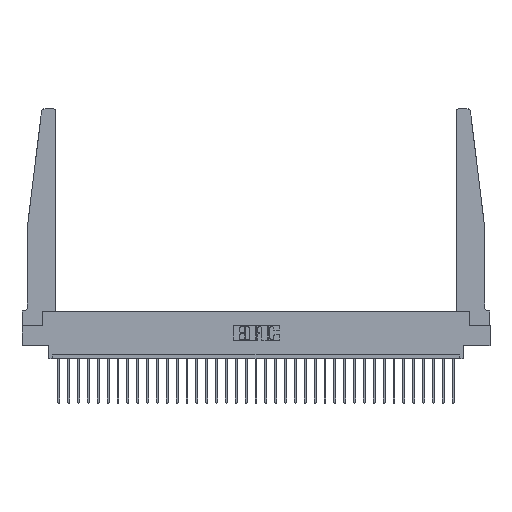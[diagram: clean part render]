
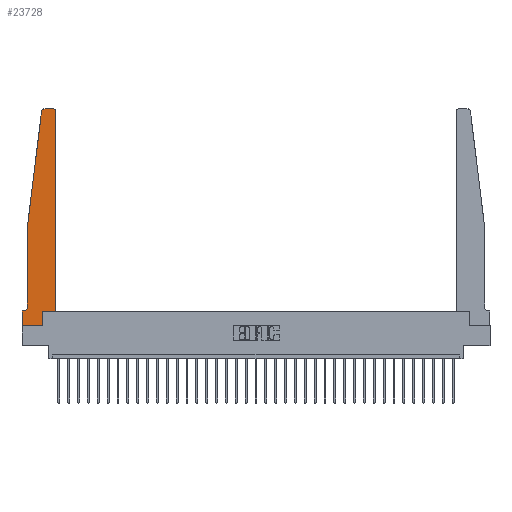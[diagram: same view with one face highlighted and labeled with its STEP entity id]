
A CAD part, top view. The second image highlights one B-rep face of the part: STEP entity #23728.
In plain terms, the highlighted planar face has unit normal (0, 0, 1).
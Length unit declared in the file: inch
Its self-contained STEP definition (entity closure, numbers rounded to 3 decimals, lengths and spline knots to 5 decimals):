
#45 = EDGE_CURVE ( 'NONE', #20036, #11216, #29643, .T. ) ;
#169 = DIRECTION ( 'NONE',  ( 0., 0., 1. ) ) ;
#226 = ORIENTED_EDGE ( 'NONE', *, *, #20363, .T. ) ;
#306 = VECTOR ( 'NONE', #2272, 39.37008 ) ;
#309 = CARTESIAN_POINT ( 'NONE',  ( 0.425, 0.18, 0.37 ) ) ;
#562 = VERTEX_POINT ( 'NONE', #17541 ) ;
#914 = EDGE_CURVE ( 'NONE', #4021, #562, #27856, .T. ) ;
#969 = EDGE_CURVE ( 'NONE', #8134, #20121, #6877, .T. ) ;
#1000 = ORIENTED_EDGE ( 'NONE', *, *, #21659, .T. ) ;
#1265 = CARTESIAN_POINT ( 'NONE',  ( 0., 0.1875, 0.37 ) ) ;
#1717 = EDGE_CURVE ( 'NONE', #4010, #23284, #24177, .T. ) ;
#2272 = DIRECTION ( 'NONE',  ( 0., 1., 0. ) ) ;
#2282 = ORIENTED_EDGE ( 'NONE', *, *, #7913, .T. ) ;
#2534 = CARTESIAN_POINT ( 'NONE',  ( 0.2605, 0.18, 0.37 ) ) ;
#2996 = CARTESIAN_POINT ( 'NONE',  ( 0.425, 0.18, 0.37 ) ) ;
#3427 = VERTEX_POINT ( 'NONE', #15414 ) ;
#3643 = VECTOR ( 'NONE', #9358, 39.37008 ) ;
#4003 = LINE ( 'NONE', #4837, #3643 ) ;
#4010 = VERTEX_POINT ( 'NONE', #20051 ) ;
#4021 = VERTEX_POINT ( 'NONE', #16412 ) ;
#4170 = CARTESIAN_POINT ( 'NONE',  ( 0.2605, 0.18, 0.37 ) ) ;
#4451 = DIRECTION ( 'NONE',  ( 0., 0., 1. ) ) ;
#4837 = CARTESIAN_POINT ( 'NONE',  ( 0., 0., 0.37 ) ) ;
#5144 = VECTOR ( 'NONE', #29414, 39.37008 ) ;
#5710 = DIRECTION ( 'NONE',  ( 0., 0., -1. ) ) ;
#5806 = CARTESIAN_POINT ( 'NONE',  ( 0.015, 0.2375, 0.37 ) ) ;
#5905 = DIRECTION ( 'NONE',  ( -1., 0., 0. ) ) ;
#5998 = CARTESIAN_POINT ( 'NONE',  ( 0.425, 0.18, 0.37 ) ) ;
#6240 = VERTEX_POINT ( 'NONE', #4170 ) ;
#6877 = CIRCLE ( 'NONE', #30096, 0.03 ) ;
#6879 = ORIENTED_EDGE ( 'NONE', *, *, #969, .T. ) ;
#7062 = VECTOR ( 'NONE', #27916, 39.37008 ) ;
#7159 = CARTESIAN_POINT ( 'NONE',  ( 0.25, 2.75, 0.37 ) ) ;
#7913 = EDGE_CURVE ( 'NONE', #11216, #4010, #21656, .T. ) ;
#8134 = VERTEX_POINT ( 'NONE', #19990 ) ;
#8760 = LINE ( 'NONE', #15298, #5144 ) ;
#8906 = LINE ( 'NONE', #2996, #18139 ) ;
#9358 = DIRECTION ( 'NONE',  ( 1., 0., 0. ) ) ;
#9554 = ORIENTED_EDGE ( 'NONE', *, *, #45, .T. ) ;
#9807 = CARTESIAN_POINT ( 'NONE',  ( 0.27653, 2.72, 0.37 ) ) ;
#10235 = VERTEX_POINT ( 'NONE', #30191 ) ;
#10538 = CIRCLE ( 'NONE', #24588, 0.03 ) ;
#10554 = DIRECTION ( 'NONE',  ( 1., 0., 0. ) ) ;
#11216 = VERTEX_POINT ( 'NONE', #18303 ) ;
#11479 = ORIENTED_EDGE ( 'NONE', *, *, #23714, .T. ) ;
#11485 = EDGE_CURVE ( 'NONE', #20121, #3427, #19608, .T. ) ;
#11628 = ORIENTED_EDGE ( 'NONE', *, *, #20584, .T. ) ;
#12024 = CARTESIAN_POINT ( 'NONE',  ( 0.395, 2.72, 0.37 ) ) ;
#13118 = VECTOR ( 'NONE', #16768, 39.37008 ) ;
#13289 = VECTOR ( 'NONE', #25872, 39.37008 ) ;
#14518 = CARTESIAN_POINT ( 'NONE',  ( 0., 0., 0.37 ) ) ;
#14879 = ORIENTED_EDGE ( 'NONE', *, *, #914, .T. ) ;
#14975 = CARTESIAN_POINT ( 'NONE',  ( 0.395, 2.75, 0.37 ) ) ;
#15189 = VECTOR ( 'NONE', #25952, 39.37008 ) ;
#15298 = CARTESIAN_POINT ( 'NONE',  ( 0.065, 0.1875, 0.37 ) ) ;
#15414 = CARTESIAN_POINT ( 'NONE',  ( 0.27653, 2.75, 0.37 ) ) ;
#16015 = ORIENTED_EDGE ( 'NONE', *, *, #24991, .T. ) ;
#16412 = CARTESIAN_POINT ( 'NONE',  ( 0., 0.1875, 0.37 ) ) ;
#16768 = DIRECTION ( 'NONE',  ( 0., -1., 0. ) ) ;
#16844 = EDGE_LOOP ( 'NONE', ( #24947, #1000, #9554, #2282, #20233, #11628, #14879, #30027, #16015, #11479, #226, #6879 ) ) ;
#17541 = CARTESIAN_POINT ( 'NONE',  ( 0., 0., 0.37 ) ) ;
#18139 = VECTOR ( 'NONE', #10554, 39.37008 ) ;
#18303 = CARTESIAN_POINT ( 'NONE',  ( 0.065, 1.25, 0.37 ) ) ;
#18678 = DIRECTION ( 'NONE',  ( 1., 0., 0. ) ) ;
#18962 = DIRECTION ( 'NONE',  ( 1., 0., 0. ) ) ;
#19316 = DIRECTION ( 'NONE',  ( 0., -1., 0. ) ) ;
#19326 = CARTESIAN_POINT ( 'NONE',  ( 0.24675, 2.72367, 0.37 ) ) ;
#19608 = LINE ( 'NONE', #7159, #15189 ) ;
#19990 = CARTESIAN_POINT ( 'NONE',  ( 0.425, 2.72, 0.37 ) ) ;
#20036 = VERTEX_POINT ( 'NONE', #19326 ) ;
#20051 = CARTESIAN_POINT ( 'NONE',  ( 0.065, 0.2375, 0.37 ) ) ;
#20121 = VERTEX_POINT ( 'NONE', #14975 ) ;
#20233 = ORIENTED_EDGE ( 'NONE', *, *, #1717, .T. ) ;
#20363 = EDGE_CURVE ( 'NONE', #27382, #8134, #21987, .T. ) ;
#20584 = EDGE_CURVE ( 'NONE', #23284, #4021, #8760, .T. ) ;
#21016 = LINE ( 'NONE', #2534, #13289 ) ;
#21017 = AXIS2_PLACEMENT_3D ( 'NONE', #5806, #5710, #5905 ) ;
#21311 = EDGE_CURVE ( 'NONE', #562, #10235, #4003, .T. ) ;
#21656 = LINE ( 'NONE', #25800, #26474 ) ;
#21659 = EDGE_CURVE ( 'NONE', #3427, #20036, #10538, .T. ) ;
#21987 = LINE ( 'NONE', #309, #306 ) ;
#23184 = CARTESIAN_POINT ( 'NONE',  ( 0.065, 1.25, 0.37 ) ) ;
#23284 = VERTEX_POINT ( 'NONE', #24498 ) ;
#23714 = EDGE_CURVE ( 'NONE', #6240, #27382, #8906, .T. ) ;
#23728 = ADVANCED_FACE ( 'NONE', ( #25884 ), #29237, .T. ) ;
#24177 = CIRCLE ( 'NONE', #21017, 0.05 ) ;
#24498 = CARTESIAN_POINT ( 'NONE',  ( 0.015, 0.1875, 0.37 ) ) ;
#24588 = AXIS2_PLACEMENT_3D ( 'NONE', #9807, #169, #26666 ) ;
#24947 = ORIENTED_EDGE ( 'NONE', *, *, #11485, .T. ) ;
#24991 = EDGE_CURVE ( 'NONE', #10235, #6240, #21016, .T. ) ;
#25800 = CARTESIAN_POINT ( 'NONE',  ( 0.065, 1.25, 0.37 ) ) ;
#25872 = DIRECTION ( 'NONE',  ( 0., 1., 0. ) ) ;
#25884 = FACE_OUTER_BOUND ( 'NONE', #16844, .T. ) ;
#25952 = DIRECTION ( 'NONE',  ( -1., 0., 0. ) ) ;
#26474 = VECTOR ( 'NONE', #19316, 39.37008 ) ;
#26666 = DIRECTION ( 'NONE',  ( 1., 0., 0. ) ) ;
#27382 = VERTEX_POINT ( 'NONE', #5998 ) ;
#27856 = LINE ( 'NONE', #14518, #13118 ) ;
#27916 = DIRECTION ( 'NONE',  ( -0.122, -0.992, 0. ) ) ;
#28620 = DIRECTION ( 'NONE',  ( 0., 0., 1. ) ) ;
#29237 = PLANE ( 'NONE',  #30110 ) ;
#29414 = DIRECTION ( 'NONE',  ( -1., 0., 0. ) ) ;
#29643 = LINE ( 'NONE', #23184, #7062 ) ;
#30027 = ORIENTED_EDGE ( 'NONE', *, *, #21311, .T. ) ;
#30096 = AXIS2_PLACEMENT_3D ( 'NONE', #12024, #28620, #18962 ) ;
#30110 = AXIS2_PLACEMENT_3D ( 'NONE', #1265, #4451, #18678 ) ;
#30191 = CARTESIAN_POINT ( 'NONE',  ( 0.2605, 0., 0.37 ) ) ;
